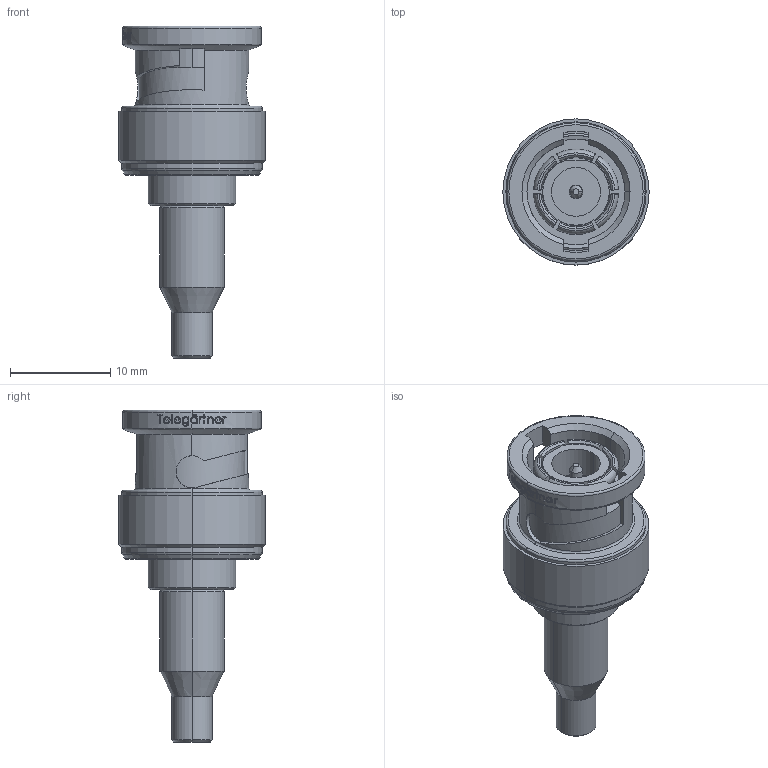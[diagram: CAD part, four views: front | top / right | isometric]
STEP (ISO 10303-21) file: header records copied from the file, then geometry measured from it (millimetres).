
FILE_DESCRIPTION (( 'STEP AP214' ), '1' );
FILE_NAME ('J01000A0040.STEP', '2012-01-16T14:42:57', ( 'markiewicz' ), ( '' ), 'SwSTEP 2.0', 'SolidWorks 2011', '' );
FILE_SCHEMA (( 'AUTOMOTIVE_DESIGN' ));
Length unit declared in the file: millimetre
Products named in the file (1): J01000A0040
Bounding box: 14.6 x 14.6 x 33.15 mm (x, y, z)
Volume: 2186 mm3; surface area: 1984 mm2
Topology: 1 solids, 1 shells, 318 faces, 802 edges, 518 vertices
Faces by surface type: plane 105, cylinder 79, bspline 78, cone 38, torus 18
Entity records: 15898 total; most frequent: CARTESIAN_POINT 5350, ORIENTED_EDGE 1604, DIRECTION 1266, EDGE_CURVE 802, VERTEX_POINT 518, AXIS2_PLACEMENT_3D 457, EDGE_LOOP 354, VECTOR 352
